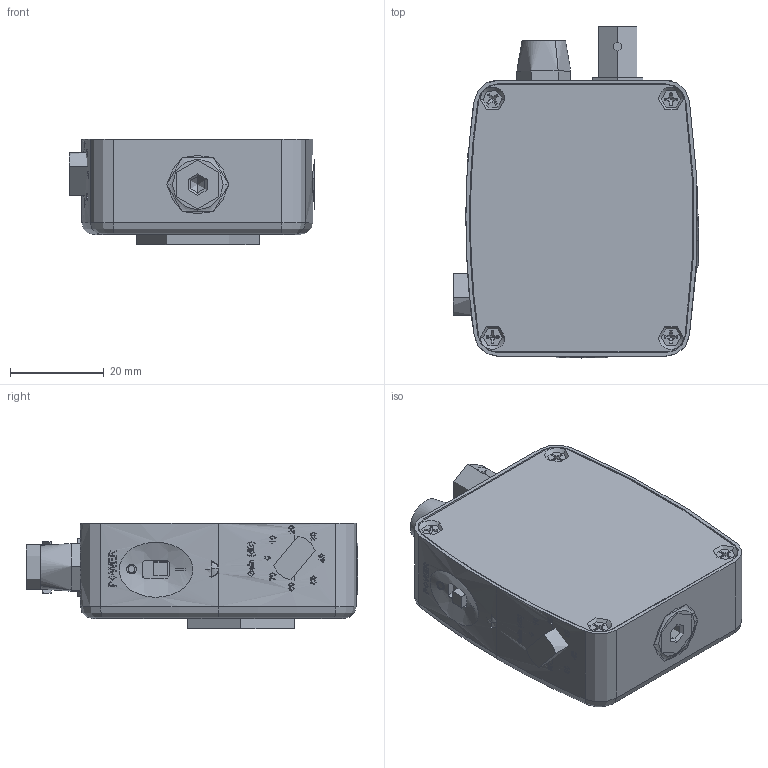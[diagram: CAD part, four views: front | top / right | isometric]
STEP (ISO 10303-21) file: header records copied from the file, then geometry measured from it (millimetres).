
FILE_DESCRIPTION (( 'STEP AP214' ), '1' );
FILE_NAME ('TTN135069-E0W.STEP', '2019-04-04T16:36:29', ( '' ), ( '' ), 'SwSTEP 2.0', 'SolidWorks 2018', '' );
FILE_SCHEMA (( 'AUTOMOTIVE_DESIGN' ));
Length unit declared in the file: inch
Products named in the file (1): TTN135069-E0W
Bounding box: 52.48 x 70.9 x 22.48 mm (x, y, z)
Topology: 158 solids, 159 shells, 6135 faces, 16020 edges, 10269 vertices
Faces by surface type: plane 3523, cylinder 1522, bspline 816, cone 198, torus 70, sphere 6
Entity records: 302905 total; most frequent: CARTESIAN_POINT 76120, ORIENTED_EDGE 31620, DIRECTION 27487, EDGE_CURVE 15810, LINE 10591, VECTOR 10591, VERTEX_POINT 10269, AXIS2_PLACEMENT_3D 8448
